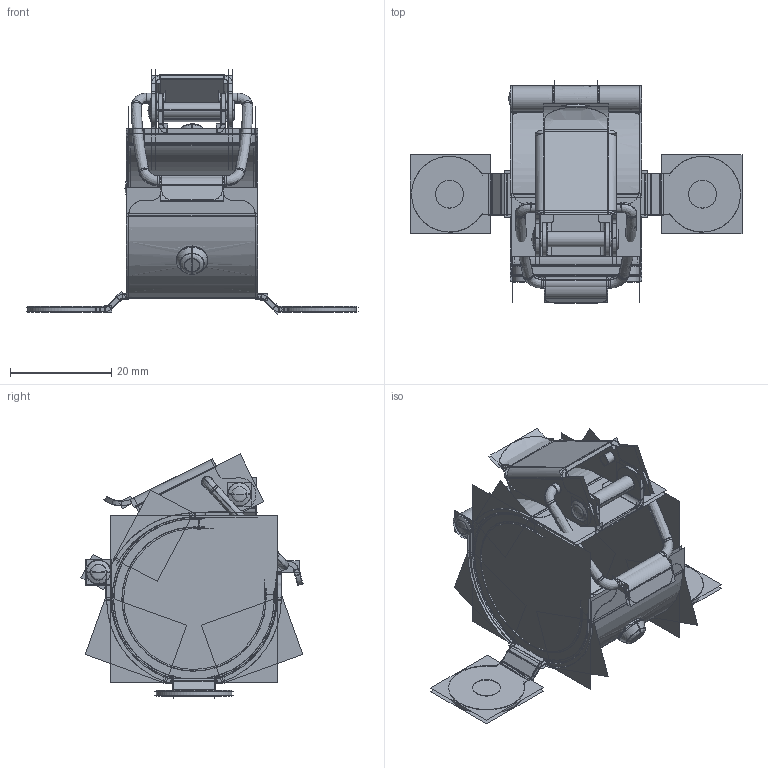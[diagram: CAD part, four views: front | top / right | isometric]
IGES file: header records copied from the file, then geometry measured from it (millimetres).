
Start section:  PTC IGES file: 208821.igs
Global section: file name: 208821.igs; native system: Creo Parametric by PTC Inc.; preprocessor: 2016260; author: pdmadmin; organization: Unknown; date: 20181008.112659; units: millimetre
Bounding box: 65.61 x 43.91 x 48.29 mm (x, y, z)
Volume: 8286.4 mm3; surface area: 59202.4 mm2
Topology: 7 solids, 7 shells, 660 faces, 3172 edges, 3940 vertices
Faces by surface type: revolution 344, bspline 316
